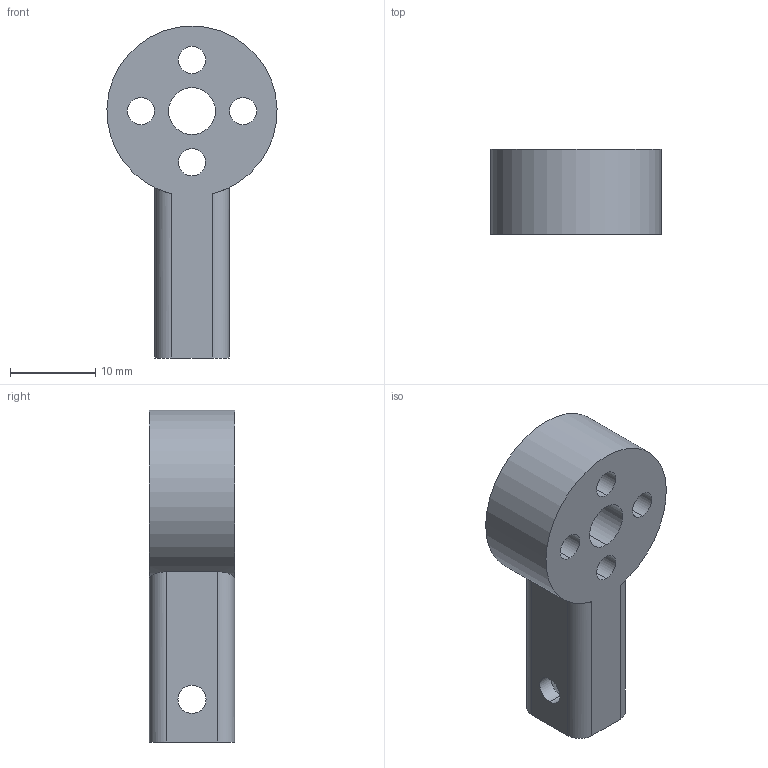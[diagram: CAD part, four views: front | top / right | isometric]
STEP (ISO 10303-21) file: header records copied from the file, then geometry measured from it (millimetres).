
FILE_DESCRIPTION (( 'STEP AP203' ), '1' );
FILE_NAME ('small_adaptor.STEP', '2020-08-24T08:45:27', ( '' ), ( '' ), 'SwSTEP 2.0', 'SolidWorks 2019', '' );
FILE_SCHEMA (( 'CONFIG_CONTROL_DESIGN' ));
Length unit declared in the file: millimetre
Products named in the file (1): small_adaptor
Bounding box: 19.99 x 10 x 39 mm (x, y, z)
Volume: 3171.6 mm3; surface area: 2970.5 mm2
Topology: 1 solids, 1 shells, 41 faces, 102 edges, 68 vertices
Faces by surface type: cylinder 29, plane 12
Entity records: 1407 total; most frequent: CARTESIAN_POINT 272, DIRECTION 236, ORIENTED_EDGE 204, EDGE_CURVE 102, AXIS2_PLACEMENT_3D 96, VERTEX_POINT 68, EDGE_LOOP 60, CIRCLE 54
